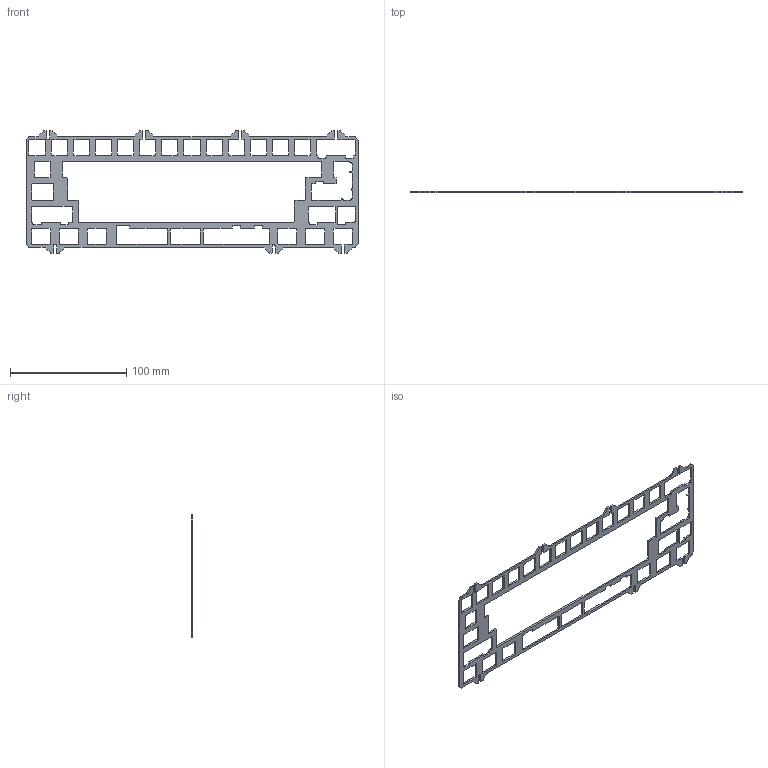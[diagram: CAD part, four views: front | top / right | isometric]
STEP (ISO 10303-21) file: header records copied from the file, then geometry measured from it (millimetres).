
FILE_DESCRIPTION(/* description */ (''),/* implementation_level */ '2;1');
FILE_NAME(/* name */ 'Half-Plate.step',/* time_stamp */ '2023-05-22T18:45:42-04:00',/* author */ (''),/* organization */ (''),/* preprocessor_version */ 'ST-DEVELOPER v19.2',/* originating_system */ 'Autodesk Translation Framework v12.4.0.73',/* authorisation */ '');
FILE_SCHEMA (('AUTOMOTIVE_DESIGN { 1 0 10303 214 3 1 1 }'));
Length unit declared in the file: millimetre
Products named in the file (1): (Unsaved)
Bounding box: 285.75 x 1.5 x 105.25 mm (x, y, z)
Volume: 12553.2 mm3; surface area: 21899.3 mm2
Topology: 1 solids, 1 shells, 464 faces, 1386 edges, 924 vertices
Faces by surface type: plane 247, cylinder 217
Entity records: 15869 total; most frequent: CARTESIAN_POINT 2775, ORIENTED_EDGE 2772, DIRECTION 2750, EDGE_CURVE 1386, LINE 952, VECTOR 952, VERTEX_POINT 924, AXIS2_PLACEMENT_3D 899
